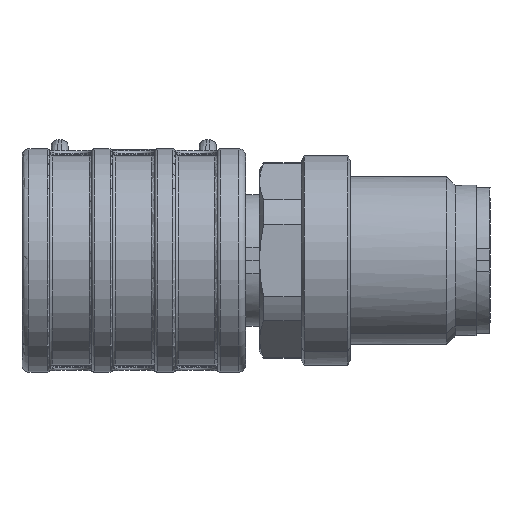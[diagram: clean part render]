
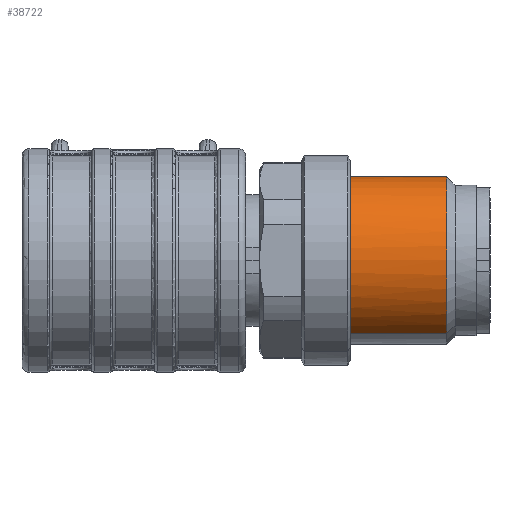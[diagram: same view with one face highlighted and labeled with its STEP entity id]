
A CAD part, top view. The second image highlights one B-rep face of the part: STEP entity #38722.
In plain terms, the highlighted cylindrical face has radius 6 mm (diameter 12 mm), a partial arc.
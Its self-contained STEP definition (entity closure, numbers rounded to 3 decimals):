
#38709=AXIS2_PLACEMENT_3D('Cylinder Axis2P3D',#38706,#38707,#38708) ;
#38713=AXIS2_PLACEMENT_3D('Circle Axis2P3D',#38711,#38712,$) ;
#38591=CARTESIAN_POINT('Vertex',(23.5,2.803,123.198)) ;
#38593=CARTESIAN_POINT('Vertex',(23.5,13.197,117.201)) ;
#38597=CARTESIAN_POINT('Control Point',(23.5,13.197,117.201)) ;
#38598=CARTESIAN_POINT('Control Point',(23.5,13.497,117.721)) ;
#38599=CARTESIAN_POINT('Control Point',(23.5,13.732,118.278)) ;
#38600=CARTESIAN_POINT('Control Point',(23.5,13.895,118.862)) ;
#38601=CARTESIAN_POINT('Control Point',(23.5,14.073,120.058)) ;
#38602=CARTESIAN_POINT('Control Point',(23.5,13.951,121.261)) ;
#38603=CARTESIAN_POINT('Control Point',(23.5,13.815,121.852)) ;
#38604=CARTESIAN_POINT('Control Point',(23.5,13.398,122.987)) ;
#38605=CARTESIAN_POINT('Control Point',(23.5,12.714,123.985)) ;
#38606=CARTESIAN_POINT('Control Point',(23.5,12.311,124.438)) ;
#38607=CARTESIAN_POINT('Control Point',(23.5,11.401,125.234)) ;
#38608=CARTESIAN_POINT('Control Point',(23.5,10.322,125.781)) ;
#38609=CARTESIAN_POINT('Control Point',(23.5,9.751,125.986)) ;
#38610=CARTESIAN_POINT('Control Point',(23.5,8.571,126.248)) ;
#38611=CARTESIAN_POINT('Control Point',(23.5,7.362,126.211)) ;
#38612=CARTESIAN_POINT('Control Point',(23.5,6.763,126.117)) ;
#38613=CARTESIAN_POINT('Control Point',(23.5,5.601,125.781)) ;
#38614=CARTESIAN_POINT('Control Point',(23.5,4.558,125.17)) ;
#38615=CARTESIAN_POINT('Control Point',(23.5,4.078,124.8)) ;
#38616=CARTESIAN_POINT('Control Point',(23.5,3.527,124.253)) ;
#38617=CARTESIAN_POINT('Control Point',(23.5,3.073,123.631)) ;
#38618=CARTESIAN_POINT('Control Point',(23.5,2.978,123.49)) ;
#38619=CARTESIAN_POINT('Control Point',(23.5,2.888,123.345)) ;
#38620=CARTESIAN_POINT('Control Point',(23.5,2.803,123.198)) ;
#38680=CARTESIAN_POINT('Line Origine',(32.5,13.197,117.201)) ;
#38684=CARTESIAN_POINT('Vertex',(30.4,13.197,117.201)) ;
#38691=CARTESIAN_POINT('Vertex',(30.4,2.803,123.198)) ;
#38694=CARTESIAN_POINT('Line Origine',(32.5,2.803,123.198)) ;
#38706=CARTESIAN_POINT('Axis2P3D Location',(32.5,8.,120.2)) ;
#38711=CARTESIAN_POINT('Axis2P3D Location',(30.4,8.,120.2)) ;
#38681=DIRECTION('Vector Direction',(1.,0.,0.)) ;
#38695=DIRECTION('Vector Direction',(1.,0.,0.)) ;
#38707=DIRECTION('Axis2P3D Direction',(1.,0.,0.)) ;
#38708=DIRECTION('Axis2P3D XDirection',(0.,0.866,-0.5)) ;
#38712=DIRECTION('Axis2P3D Direction',(1.,0.,0.)) ;
#38682=VECTOR('Line Direction',#38681,1.) ;
#38696=VECTOR('Line Direction',#38695,1.) ;
#38717=ORIENTED_EDGE('',*,*,#38698,.T.) ;
#38718=ORIENTED_EDGE('',*,*,#38715,.F.) ;
#38719=ORIENTED_EDGE('',*,*,#38686,.T.) ;
#38720=ORIENTED_EDGE('',*,*,#38621,.T.) ;
#38722=ADVANCED_FACE('MANIFOLD_SOLID_BREP #32',(#38721),#38710,.T.) ;
#38596=B_SPLINE_CURVE_WITH_KNOTS('',5,(#38597,#38598,#38599,#38600,#38601,#38602,#38603,#38604,#38605,#38606,#38607,#38608,#38609,#38610,#38611,#38612,#38613,#38614,#38615,#38616,#38617,#38618,#38619,#38620),.UNSPECIFIED.,.F.,.U.,(6,3,3,3,3,3,3,6),(0.,4.253,8.506,12.759,17.013,21.266,25.519,26.723),.UNSPECIFIED.) ;
#38714=CIRCLE('generated circle',#38713,6.) ;
#38710=CYLINDRICAL_SURFACE('generated cylinder',#38709,6.) ;
#38621=EDGE_CURVE('',#38594,#38592,#38596,.T.) ;
#38686=EDGE_CURVE('',#38685,#38594,#38683,.F.) ;
#38698=EDGE_CURVE('',#38592,#38692,#38697,.T.) ;
#38715=EDGE_CURVE('',#38685,#38692,#38714,.T.) ;
#38716=EDGE_LOOP('',(#38717,#38718,#38719,#38720)) ;
#38721=FACE_OUTER_BOUND('',#38716,.T.) ;
#38683=LINE('Line',#38680,#38682) ;
#38697=LINE('Line',#38694,#38696) ;
#38592=VERTEX_POINT('',#38591) ;
#38594=VERTEX_POINT('',#38593) ;
#38685=VERTEX_POINT('',#38684) ;
#38692=VERTEX_POINT('',#38691) ;
